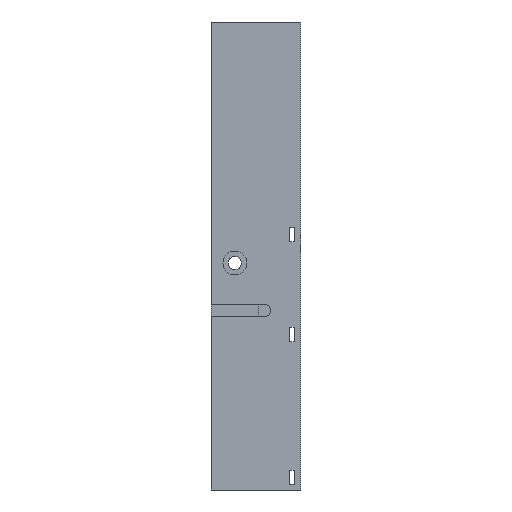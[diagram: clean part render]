
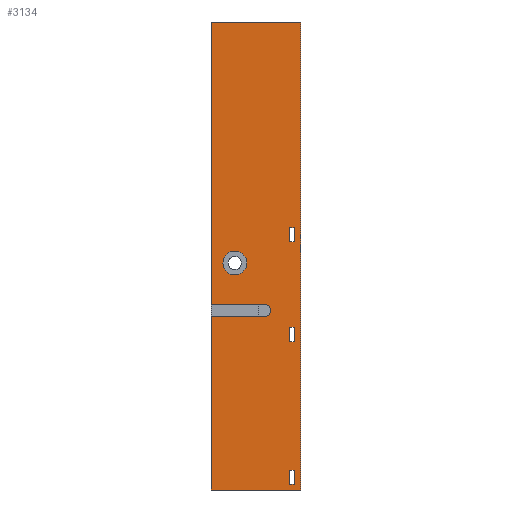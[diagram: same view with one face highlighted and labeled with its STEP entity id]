
A CAD part, left-side view. The second image highlights one B-rep face of the part: STEP entity #3134.
In plain terms, the highlighted planar face has unit normal (-1, 0, 0).
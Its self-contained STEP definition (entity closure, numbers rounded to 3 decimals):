
#148=FACE_BOUND('',#650,.T.);
#149=FACE_BOUND('',#651,.T.);
#150=FACE_BOUND('',#652,.T.);
#151=FACE_BOUND('',#653,.T.);
#291=CIRCLE('',#3408,2.5);
#297=CIRCLE('',#3439,5.);
#441=FACE_OUTER_BOUND('',#649,.T.);
#649=EDGE_LOOP('',(#2871,#2872,#2873,#2874,#2875,#2876,#2877,#2878));
#650=EDGE_LOOP('',(#2879,#2880,#2881,#2882));
#651=EDGE_LOOP('',(#2883,#2884,#2885,#2886));
#652=EDGE_LOOP('',(#2887,#2888,#2889,#2890));
#653=EDGE_LOOP('',(#2891));
#666=LINE('',#4361,#970);
#707=LINE('',#4446,#1011);
#710=LINE('',#4451,#1014);
#713=LINE('',#4456,#1017);
#765=LINE('',#4692,#1069);
#911=LINE('',#5122,#1215);
#914=LINE('',#5131,#1218);
#917=LINE('',#5137,#1221);
#921=LINE('',#5145,#1225);
#925=LINE('',#5152,#1229);
#927=LINE('',#5157,#1231);
#931=LINE('',#5165,#1235);
#935=LINE('',#5172,#1239);
#937=LINE('',#5177,#1241);
#941=LINE('',#5185,#1245);
#945=LINE('',#5192,#1249);
#953=LINE('',#5223,#1257);
#955=LINE('',#5227,#1259);
#956=LINE('',#5228,#1260);
#970=VECTOR('',#3459,10.);
#1011=VECTOR('',#3512,10.);
#1014=VECTOR('',#3515,10.);
#1017=VECTOR('',#3518,10.);
#1069=VECTOR('',#3712,10.);
#1215=VECTOR('',#4210,10.);
#1218=VECTOR('',#4219,10.);
#1221=VECTOR('',#4224,10.);
#1225=VECTOR('',#4232,10.);
#1229=VECTOR('',#4240,10.);
#1231=VECTOR('',#4246,10.);
#1235=VECTOR('',#4254,10.);
#1239=VECTOR('',#4262,10.);
#1241=VECTOR('',#4268,10.);
#1245=VECTOR('',#4276,10.);
#1249=VECTOR('',#4284,10.);
#1257=VECTOR('',#4322,10.);
#1259=VECTOR('',#4326,10.);
#1260=VECTOR('',#4327,10.);
#1274=VERTEX_POINT('',#4358);
#1275=VERTEX_POINT('',#4360);
#1312=VERTEX_POINT('',#4443);
#1313=VERTEX_POINT('',#4445);
#1314=VERTEX_POINT('',#4448);
#1315=VERTEX_POINT('',#4450);
#1316=VERTEX_POINT('',#4453);
#1317=VERTEX_POINT('',#4455);
#1430=VERTEX_POINT('',#4690);
#1538=VERTEX_POINT('',#5120);
#1539=VERTEX_POINT('',#5124);
#1540=VERTEX_POINT('',#5128);
#1543=VERTEX_POINT('',#5136);
#1545=VERTEX_POINT('',#5144);
#1547=VERTEX_POINT('',#5156);
#1549=VERTEX_POINT('',#5164);
#1551=VERTEX_POINT('',#5176);
#1553=VERTEX_POINT('',#5184);
#1560=VERTEX_POINT('',#5214);
#1562=VERTEX_POINT('',#5222);
#1563=VERTEX_POINT('',#5226);
#1574=EDGE_CURVE('',#1275,#1274,#666,.T.);
#1617=EDGE_CURVE('',#1313,#1312,#707,.T.);
#1620=EDGE_CURVE('',#1315,#1314,#710,.T.);
#1623=EDGE_CURVE('',#1317,#1316,#713,.T.);
#1743=EDGE_CURVE('',#1430,#1274,#765,.T.);
#1958=EDGE_CURVE('',#1430,#1538,#911,.T.);
#1960=EDGE_CURVE('',#1538,#1539,#291,.T.);
#1962=EDGE_CURVE('',#1539,#1540,#914,.T.);
#1965=EDGE_CURVE('',#1543,#1313,#917,.T.);
#1969=EDGE_CURVE('',#1545,#1543,#921,.T.);
#1973=EDGE_CURVE('',#1312,#1545,#925,.T.);
#1975=EDGE_CURVE('',#1316,#1547,#927,.T.);
#1979=EDGE_CURVE('',#1549,#1317,#931,.T.);
#1983=EDGE_CURVE('',#1547,#1549,#935,.T.);
#1985=EDGE_CURVE('',#1314,#1551,#937,.T.);
#1989=EDGE_CURVE('',#1553,#1315,#941,.T.);
#1993=EDGE_CURVE('',#1551,#1553,#945,.T.);
#2003=EDGE_CURVE('',#1560,#1560,#297,.T.);
#2007=EDGE_CURVE('',#1562,#1275,#953,.T.);
#2009=EDGE_CURVE('',#1563,#1540,#955,.T.);
#2010=EDGE_CURVE('',#1562,#1563,#956,.T.);
#2871=ORIENTED_EDGE('',*,*,#1574,.T.);
#2872=ORIENTED_EDGE('',*,*,#1743,.F.);
#2873=ORIENTED_EDGE('',*,*,#1958,.T.);
#2874=ORIENTED_EDGE('',*,*,#1960,.T.);
#2875=ORIENTED_EDGE('',*,*,#1962,.T.);
#2876=ORIENTED_EDGE('',*,*,#2009,.F.);
#2877=ORIENTED_EDGE('',*,*,#2010,.F.);
#2878=ORIENTED_EDGE('',*,*,#2007,.T.);
#2879=ORIENTED_EDGE('',*,*,#1965,.T.);
#2880=ORIENTED_EDGE('',*,*,#1617,.T.);
#2881=ORIENTED_EDGE('',*,*,#1973,.T.);
#2882=ORIENTED_EDGE('',*,*,#1969,.T.);
#2883=ORIENTED_EDGE('',*,*,#1623,.T.);
#2884=ORIENTED_EDGE('',*,*,#1975,.T.);
#2885=ORIENTED_EDGE('',*,*,#1983,.T.);
#2886=ORIENTED_EDGE('',*,*,#1979,.T.);
#2887=ORIENTED_EDGE('',*,*,#1620,.T.);
#2888=ORIENTED_EDGE('',*,*,#1985,.T.);
#2889=ORIENTED_EDGE('',*,*,#1993,.T.);
#2890=ORIENTED_EDGE('',*,*,#1989,.T.);
#2891=ORIENTED_EDGE('',*,*,#2003,.T.);
#2986=PLANE('',#3442);
#3134=ADVANCED_FACE('',(#441,#148,#149,#150,#151),#2986,.T.);
#3408=AXIS2_PLACEMENT_3D('',#5126,#4214,#4215);
#3439=AXIS2_PLACEMENT_3D('',#5215,#4313,#4314);
#3442=AXIS2_PLACEMENT_3D('',#5225,#4324,#4325);
#3459=DIRECTION('',(0.,1.,0.));
#3512=DIRECTION('',(0.,0.,-1.));
#3515=DIRECTION('',(0.,0.,-1.));
#3518=DIRECTION('',(0.,0.,-1.));
#3712=DIRECTION('',(0.,0.,1.));
#4210=DIRECTION('',(0.,-1.,0.));
#4214=DIRECTION('center_axis',(1.,0.,0.));
#4215=DIRECTION('ref_axis',(0.,0.,1.));
#4219=DIRECTION('',(0.,1.,0.));
#4224=DIRECTION('',(0.,-1.,0.));
#4232=DIRECTION('',(0.,0.,1.));
#4240=DIRECTION('',(0.,1.,0.));
#4246=DIRECTION('',(0.,1.,0.));
#4254=DIRECTION('',(0.,-1.,0.));
#4262=DIRECTION('',(0.,0.,1.));
#4268=DIRECTION('',(0.,1.,0.));
#4276=DIRECTION('',(0.,-1.,0.));
#4284=DIRECTION('',(0.,0.,1.));
#4313=DIRECTION('center_axis',(1.,0.,0.));
#4314=DIRECTION('ref_axis',(0.,1.,0.));
#4322=DIRECTION('',(0.,0.,1.));
#4324=DIRECTION('center_axis',(-1.,0.,0.));
#4325=DIRECTION('ref_axis',(0.,-1.,0.));
#4326=DIRECTION('',(0.,0.,1.));
#4327=DIRECTION('',(0.,1.,0.));
#4358=CARTESIAN_POINT('',(-88.,35.,339.9));
#4360=CARTESIAN_POINT('',(-88.,-2.8,339.9));
#4361=CARTESIAN_POINT('',(-88.,25.55,339.9));
#4443=CARTESIAN_POINT('',(-88.,0.,145.4));
#4445=CARTESIAN_POINT('',(-88.,0.,151.4));
#4446=CARTESIAN_POINT('',(-88.,0.,72.7));
#4448=CARTESIAN_POINT('',(-88.,0.,205.4));
#4450=CARTESIAN_POINT('',(-88.,0.,211.4));
#4451=CARTESIAN_POINT('',(-88.,0.,102.7));
#4453=CARTESIAN_POINT('',(-88.,0.,247.4));
#4455=CARTESIAN_POINT('',(-88.,0.,253.4));
#4456=CARTESIAN_POINT('',(-88.,0.,123.7));
#4690=CARTESIAN_POINT('',(-88.,35.,221.));
#4692=CARTESIAN_POINT('',(-88.,35.,0.));
#5120=CARTESIAN_POINT('',(-88.,12.4,221.));
#5122=CARTESIAN_POINT('',(-88.,39.031,221.));
#5124=CARTESIAN_POINT('',(-88.,12.4,216.));
#5126=CARTESIAN_POINT('Origin',(-88.,12.4,218.5));
#5128=CARTESIAN_POINT('',(-88.,35.,216.));
#5131=CARTESIAN_POINT('',(-88.,23.7,216.));
#5136=CARTESIAN_POINT('',(-88.,2.,151.4));
#5137=CARTESIAN_POINT('',(-88.,17.5,151.4));
#5144=CARTESIAN_POINT('',(-88.,2.,145.4));
#5145=CARTESIAN_POINT('',(-88.,2.,75.7));
#5152=CARTESIAN_POINT('',(-88.,18.5,145.4));
#5156=CARTESIAN_POINT('',(-88.,2.,247.4));
#5157=CARTESIAN_POINT('',(-88.,18.5,247.4));
#5164=CARTESIAN_POINT('',(-88.,2.,253.4));
#5165=CARTESIAN_POINT('',(-88.,17.5,253.4));
#5172=CARTESIAN_POINT('',(-88.,2.,126.7));
#5176=CARTESIAN_POINT('',(-88.,2.,205.4));
#5177=CARTESIAN_POINT('',(-88.,18.5,205.4));
#5184=CARTESIAN_POINT('',(-88.,2.,211.4));
#5185=CARTESIAN_POINT('',(-88.,17.5,211.4));
#5192=CARTESIAN_POINT('',(-88.,2.,105.7));
#5214=CARTESIAN_POINT('',(-88.,20.,238.5));
#5215=CARTESIAN_POINT('Origin',(-88.,25.,238.5));
#5222=CARTESIAN_POINT('',(-88.,-2.8,143.));
#5223=CARTESIAN_POINT('',(-88.,-2.8,0.));
#5225=CARTESIAN_POINT('Origin',(-88.,35.,0.));
#5226=CARTESIAN_POINT('',(-88.,35.,143.));
#5227=CARTESIAN_POINT('',(-88.,35.,0.));
#5228=CARTESIAN_POINT('',(-88.,25.55,143.));
